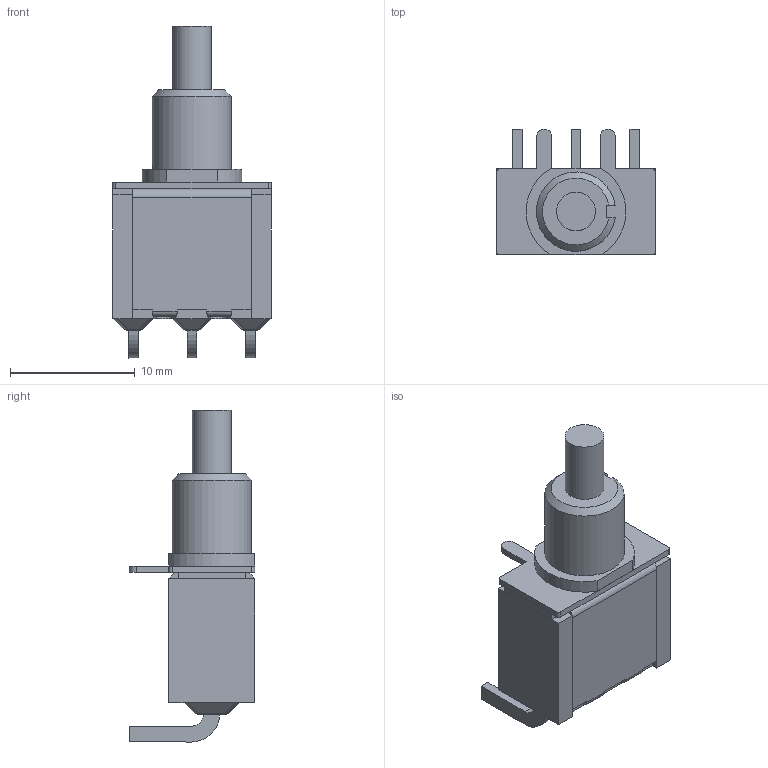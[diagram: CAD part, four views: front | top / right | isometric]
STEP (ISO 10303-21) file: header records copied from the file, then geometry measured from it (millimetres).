
FILE_DESCRIPTION(/* description */ (''),/* implementation_level */ '2;1');
FILE_NAME(/* name */ '700SP7B10M6xE.stp',/* time_stamp */ '2021-09-10T11:36:01-05:00',/* author */ ('mwilliams'),/* organization */ (''),/* preprocessor_version */ 'ST-DEVELOPER v18',/* originating_system */ 'Autodesk Inventor 2020',/* authorisation */ '');
FILE_SCHEMA (('AUTOMOTIVE_DESIGN { 1 0 10303 214 3 1 1 }'));
Length unit declared in the file: inch
Products named in the file (1): T711004_Shrinkwrap_1
Bounding box: 12.7 x 10.06 x 26.58 mm (x, y, z)
Volume: 1267.8 mm3; surface area: 1975.8 mm2
Topology: 8 solids, 8 shells, 204 faces, 509 edges, 314 vertices
Faces by surface type: plane 132, cylinder 59, sphere 12, cone 1
Full cylindrical faces by diameter (mm): 3.1 x2
Entity records: 5938 total; most frequent: DIRECTION 1024, CARTESIAN_POINT 1020, ORIENTED_EDGE 994, EDGE_CURVE 497, LINE 376, VECTOR 376, AXIS2_PLACEMENT_3D 324, VERTEX_POINT 314
